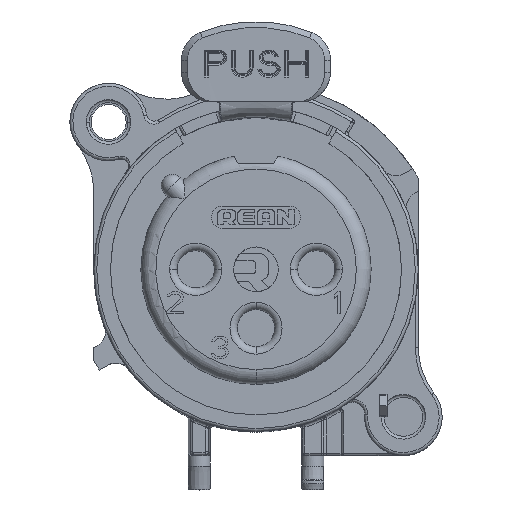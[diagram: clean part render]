
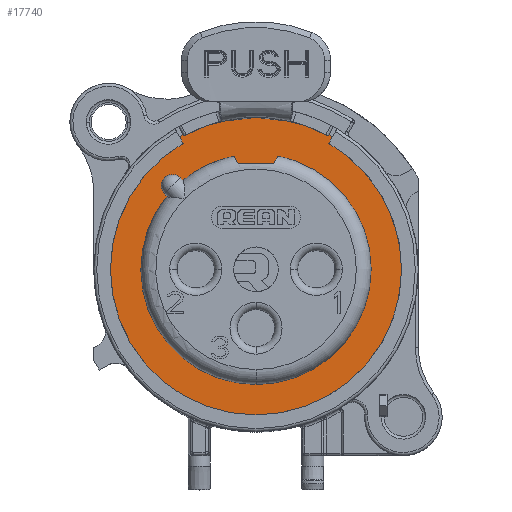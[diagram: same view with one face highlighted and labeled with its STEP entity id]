
A CAD part, top view. The second image highlights one B-rep face of the part: STEP entity #17740.
In plain terms, the highlighted planar face has unit normal (0, 0, 1).
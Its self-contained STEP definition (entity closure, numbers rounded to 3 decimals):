
#714=CARTESIAN_POINT('',(0.,0.,7.));
#715=DIRECTION('',(0.,0.,-1.));
#716=DIRECTION('',(-0.475,0.88,0.));
#717=AXIS2_PLACEMENT_3D('',#714,#715,#716);
#719=CARTESIAN_POINT('',(4.846,8.975,7.));
#720=CARTESIAN_POINT('',(4.859,8.999,7.));
#721=CARTESIAN_POINT('',(4.872,9.024,7.));
#722=CARTESIAN_POINT('',(4.885,9.048,7.));
#724=CARTESIAN_POINT('',(0.,0.,7.));
#725=DIRECTION('',(0.,0.,-1.));
#726=DIRECTION('',(0.475,0.88,0.));
#727=AXIS2_PLACEMENT_3D('',#724,#725,#726);
#729=DIRECTION('',(-0.5,-0.866,0.));
#730=VECTOR('',#729,0.506);
#731=CARTESIAN_POINT('',(5.141,8.905,7.));
#732=LINE('',#731,#730);
#733=CARTESIAN_POINT('',(0.,0.,7.));
#734=DIRECTION('',(0.,0.,-1.));
#735=DIRECTION('',(0.5,0.866,0.));
#736=AXIS2_PLACEMENT_3D('',#733,#734,#735);
#738=DIRECTION('',(0.883,-0.469,0.));
#739=VECTOR('',#738,0.178);
#740=CARTESIAN_POINT('',(9.543,-2.123,7.));
#741=LINE('',#740,#739);
#742=DIRECTION('',(0.,-1.,0.));
#743=VECTOR('',#742,1.204);
#744=CARTESIAN_POINT('',(9.7,-2.207,7.));
#745=LINE('',#744,#743);
#746=CARTESIAN_POINT('',(0.,0.,7.));
#747=DIRECTION('',(0.,0.,-1.));
#748=DIRECTION('',(0.943,-0.332,0.));
#749=AXIS2_PLACEMENT_3D('',#746,#747,#748);
#751=DIRECTION('',(0.,1.,0.));
#752=VECTOR('',#751,0.777);
#753=CARTESIAN_POINT('',(8.326,-5.9,7.));
#754=LINE('',#753,#752);
#755=CARTESIAN_POINT('',(0.,0.,7.));
#756=DIRECTION('',(0.,0.,-1.));
#757=DIRECTION('',(0.852,-0.524,0.));
#758=AXIS2_PLACEMENT_3D('',#755,#756,#757);
#760=CARTESIAN_POINT('',(0.,0.,7.));
#761=DIRECTION('',(0.,0.,-1.));
#762=DIRECTION('',(0.,-1.,0.));
#763=AXIS2_PLACEMENT_3D('',#760,#761,#762);
#765=DIRECTION('',(-0.5,0.866,0.));
#766=VECTOR('',#765,0.506);
#767=CARTESIAN_POINT('',(-4.888,8.466,7.));
#768=LINE('',#767,#766);
#769=CARTESIAN_POINT('',(0.,0.,7.));
#770=DIRECTION('',(0.,0.,-1.));
#771=DIRECTION('',(-0.5,0.866,0.));
#772=AXIS2_PLACEMENT_3D('',#769,#770,#771);
#774=CARTESIAN_POINT('',(-4.885,9.048,7.));
#775=CARTESIAN_POINT('',(-4.872,9.024,7.));
#776=CARTESIAN_POINT('',(-4.859,8.999,7.));
#777=CARTESIAN_POINT('',(-4.846,8.975,7.));
#779=CARTESIAN_POINT('',(0.,0.,7.));
#780=DIRECTION('',(0.,0.,1.));
#781=DIRECTION('',(-0.772,0.635,0.));
#782=AXIS2_PLACEMENT_3D('',#779,#780,#781);
#784=CARTESIAN_POINT('',(0.,0.,7.));
#785=DIRECTION('',(0.,0.,1.));
#786=DIRECTION('',(0.,-1.,0.));
#787=AXIS2_PLACEMENT_3D('',#784,#785,#786);
#789=CARTESIAN_POINT('',(0.,0.,7.));
#790=DIRECTION('',(0.,0.,1.));
#791=DIRECTION('',(0.339,0.941,0.));
#792=AXIS2_PLACEMENT_3D('',#789,#790,#791);
#794=DIRECTION('',(-0.5,-0.866,0.));
#795=VECTOR('',#794,0.567);
#796=CARTESIAN_POINT('',(1.484,7.591,7.));
#797=LINE('',#796,#795);
#798=DIRECTION('',(-0.5,0.866,0.));
#799=VECTOR('',#798,0.567);
#800=CARTESIAN_POINT('',(-1.2,7.1,7.));
#801=LINE('',#800,#799);
#802=CARTESIAN_POINT('',(0.,0.,7.));
#803=DIRECTION('',(0.,0.,1.));
#804=DIRECTION('',(-0.192,0.981,0.));
#805=AXIS2_PLACEMENT_3D('',#802,#803,#804);
#807=CARTESIAN_POINT('',(0.,0.,7.));
#808=DIRECTION('',(0.,0.,1.));
#809=DIRECTION('',(-0.338,0.941,0.));
#810=AXIS2_PLACEMENT_3D('',#807,#808,#809);
#812=DIRECTION('',(-0.707,0.707,0.));
#813=VECTOR('',#812,0.251);
#814=CARTESIAN_POINT('',(-4.914,5.974,7.));
#815=LINE('',#814,#813);
#816=CARTESIAN_POINT('',(-5.621,5.621,7.));
#817=DIRECTION('',(0.,0.,1.));
#818=DIRECTION('',(0.707,0.707,0.));
#819=AXIS2_PLACEMENT_3D('',#816,#817,#818);
#821=DIRECTION('',(0.707,-0.707,0.));
#822=VECTOR('',#821,0.251);
#823=CARTESIAN_POINT('',(-6.152,5.091,7.));
#824=LINE('',#823,#822);
#1156=CARTESIAN_POINT('',(4.885,9.048,7.));
#1158=CARTESIAN_POINT('',(4.846,8.975,7.));
#6286=DIRECTION('',(1.,0.,0.));
#6287=VECTOR('',#6286,0.095);
#6288=CARTESIAN_POINT('',(8.326,-5.9,7.));
#6289=LINE('',#6288,#6287);
#11856=DIRECTION('',(1.,0.,0.));
#11857=VECTOR('',#11856,2.4);
#11858=CARTESIAN_POINT('',(-1.2,7.1,7.));
#11859=LINE('',#11858,#11857);
#14570=VERTEX_POINT('',#1158);
#14571=CARTESIAN_POINT('',(-4.846,8.975,7.));
#14572=VERTEX_POINT('',#14571);
#14575=VERTEX_POINT('',#1156);
#14589=CARTESIAN_POINT('',(5.141,8.905,7.));
#14590=VERTEX_POINT('',#14589);
#15540=CARTESIAN_POINT('',(8.421,-5.9,7.));
#15541=VERTEX_POINT('',#15540);
#15542=CARTESIAN_POINT('',(9.7,-3.411,7.));
#15543=VERTEX_POINT('',#15542);
#16015=CARTESIAN_POINT('',(9.7,-2.207,7.));
#16016=VERTEX_POINT('',#16015);
#16026=CARTESIAN_POINT('',(4.888,8.466,7.));
#16027=VERTEX_POINT('',#16026);
#16028=CARTESIAN_POINT('',(9.543,-2.123,
7.));
#16029=VERTEX_POINT('',#16028);
#16030=CARTESIAN_POINT('',(8.326,-5.9,7.));
#16031=VERTEX_POINT('',#16030);
#16032=CARTESIAN_POINT('',(8.326,-5.123,7.));
#16033=VERTEX_POINT('',#16032);
#16034=CARTESIAN_POINT('',(0.,-9.776,
7.));
#16035=VERTEX_POINT('',#16034);
#16036=CARTESIAN_POINT('',(-4.888,8.466,
7.));
#16037=VERTEX_POINT('',#16036);
#16038=CARTESIAN_POINT('',(-5.141,8.905,7.));
#16039=VERTEX_POINT('',#16038);
#16040=CARTESIAN_POINT('',(-4.885,9.048,7.));
#16041=VERTEX_POINT('',#16040);
#16042=CARTESIAN_POINT('',(-5.974,4.914,
7.));
#16043=CARTESIAN_POINT('',(0.,-7.735,7.));
#16044=VERTEX_POINT('',#16042);
#16045=VERTEX_POINT('',#16043);
#16046=CARTESIAN_POINT('',(2.621,7.278,7.));
#16047=VERTEX_POINT('',#16046);
#16048=CARTESIAN_POINT('',(1.484,7.591,7.));
#16049=VERTEX_POINT('',#16048);
#16050=CARTESIAN_POINT('',(1.2,7.1,7.));
#16051=VERTEX_POINT('',#16050);
#16052=CARTESIAN_POINT('',(-1.2,7.1,7.));
#16053=VERTEX_POINT('',#16052);
#16054=CARTESIAN_POINT('',(-1.484,7.591,7.));
#16055=VERTEX_POINT('',#16054);
#16056=CARTESIAN_POINT('',(-2.618,7.279,7.));
#16057=VERTEX_POINT('',#16056);
#16058=CARTESIAN_POINT('',(-4.914,5.974,7.));
#16059=VERTEX_POINT('',#16058);
#16060=CARTESIAN_POINT('',(-5.091,6.152,7.));
#16061=VERTEX_POINT('',#16060);
#16062=CARTESIAN_POINT('',(-6.152,5.091,7.));
#16063=VERTEX_POINT('',#16062);
#17681=CARTESIAN_POINT('',(0.,0.,7.));
#17682=DIRECTION('',(0.,0.,1.));
#17683=DIRECTION('',(1.,0.,0.));
#17684=AXIS2_PLACEMENT_3D('',#17681,#17682,#17683);
#17685=PLANE('',#17684);
#17687=ORIENTED_EDGE('',*,*,#17686,.T.);
#17689=ORIENTED_EDGE('',*,*,#17688,.T.);
#17691=ORIENTED_EDGE('',*,*,#17690,.T.);
#17693=ORIENTED_EDGE('',*,*,#17692,.T.);
#17695=ORIENTED_EDGE('',*,*,#17694,.T.);
#17697=ORIENTED_EDGE('',*,*,#17696,.T.);
#17699=ORIENTED_EDGE('',*,*,#17698,.T.);
#17701=ORIENTED_EDGE('',*,*,#17700,.T.);
#17703=ORIENTED_EDGE('',*,*,#17702,.F.);
#17705=ORIENTED_EDGE('',*,*,#17704,.T.);
#17707=ORIENTED_EDGE('',*,*,#17706,.T.);
#17709=ORIENTED_EDGE('',*,*,#17708,.T.);
#17711=ORIENTED_EDGE('',*,*,#17710,.T.);
#17713=ORIENTED_EDGE('',*,*,#17712,.T.);
#17715=ORIENTED_EDGE('',*,*,#17714,.T.);
#17716=EDGE_LOOP('',(#17687,#17689,#17691,#17693,#17695,#17697,#17699,#17701,
#17703,#17705,#17707,#17709,#17711,#17713,#17715));
#17717=FACE_OUTER_BOUND('',#17716,.F.);
#17718=ORIENTED_EDGE('',*,*,#17670,.T.);
#17719=ORIENTED_EDGE('',*,*,#17668,.T.);
#17721=ORIENTED_EDGE('',*,*,#17720,.T.);
#17723=ORIENTED_EDGE('',*,*,#17722,.T.);
#17725=ORIENTED_EDGE('',*,*,#17724,.F.);
#17727=ORIENTED_EDGE('',*,*,#17726,.T.);
#17729=ORIENTED_EDGE('',*,*,#17728,.T.);
#17731=ORIENTED_EDGE('',*,*,#17730,.T.);
#17733=ORIENTED_EDGE('',*,*,#17732,.T.);
#17735=ORIENTED_EDGE('',*,*,#17734,.T.);
#17737=ORIENTED_EDGE('',*,*,#17736,.T.);
#17738=EDGE_LOOP('',(#17718,#17719,#17721,#17723,#17725,#17727,#17729,#17731,
#17733,#17735,#17737));
#17739=FACE_BOUND('',#17738,.F.);
#17740=ADVANCED_FACE('',(#17717,#17739),#17685,.T.);
#718=CIRCLE('',#717,10.2);
#723=B_SPLINE_CURVE_WITH_KNOTS('',3,(#719,#720,#721,#722),.UNSPECIFIED.,.F.,.F.,
(4,4),(0.,1.),.UNSPECIFIED.);
#728=CIRCLE('',#727,10.282);
#737=CIRCLE('',#736,9.776);
#750=CIRCLE('',#749,10.282);
#759=CIRCLE('',#758,9.776);
#764=CIRCLE('',#763,9.776);
#773=CIRCLE('',#772,10.282);
#778=B_SPLINE_CURVE_WITH_KNOTS('',3,(#774,#775,#776,#777),.UNSPECIFIED.,.F.,.F.,
(4,4),(0.,1.),.UNSPECIFIED.);
#783=CIRCLE('',#782,7.735);
#788=CIRCLE('',#787,7.735);
#793=CIRCLE('',#792,7.735);
#806=CIRCLE('',#805,7.735);
#811=CIRCLE('',#810,7.735);
#820=CIRCLE('',#819,0.75);
#17668=EDGE_CURVE('',#16045,#16047,#788,.T.);
#17670=EDGE_CURVE('',#16044,#16045,#783,.T.);
#17686=EDGE_CURVE('',#14572,#14570,#718,.T.);
#17688=EDGE_CURVE('',#14570,#14575,#723,.T.);
#17690=EDGE_CURVE('',#14575,#14590,#728,.T.);
#17692=EDGE_CURVE('',#14590,#16027,#732,.T.);
#17694=EDGE_CURVE('',#16027,#16029,#737,.T.);
#17696=EDGE_CURVE('',#16029,#16016,#741,.T.);
#17698=EDGE_CURVE('',#16016,#15543,#745,.T.);
#17700=EDGE_CURVE('',#15543,#15541,#750,.T.);
#17702=EDGE_CURVE('',#16031,#15541,#6289,.T.);
#17704=EDGE_CURVE('',#16031,#16033,#754,.T.);
#17706=EDGE_CURVE('',#16033,#16035,#759,.T.);
#17708=EDGE_CURVE('',#16035,#16037,#764,.T.);
#17710=EDGE_CURVE('',#16037,#16039,#768,.T.);
#17712=EDGE_CURVE('',#16039,#16041,#773,.T.);
#17714=EDGE_CURVE('',#16041,#14572,#778,.T.);
#17720=EDGE_CURVE('',#16047,#16049,#793,.T.);
#17722=EDGE_CURVE('',#16049,#16051,#797,.T.);
#17724=EDGE_CURVE('',#16053,#16051,#11859,.T.);
#17726=EDGE_CURVE('',#16053,#16055,#801,.T.);
#17728=EDGE_CURVE('',#16055,#16057,#806,.T.);
#17730=EDGE_CURVE('',#16057,#16059,#811,.T.);
#17732=EDGE_CURVE('',#16059,#16061,#815,.T.);
#17734=EDGE_CURVE('',#16061,#16063,#820,.T.);
#17736=EDGE_CURVE('',#16063,#16044,#824,.T.);
